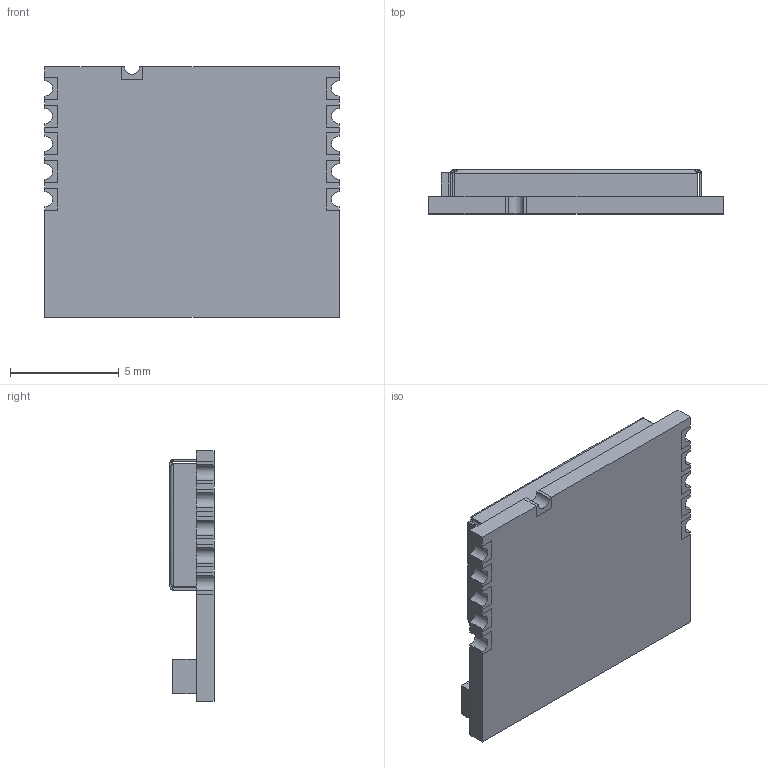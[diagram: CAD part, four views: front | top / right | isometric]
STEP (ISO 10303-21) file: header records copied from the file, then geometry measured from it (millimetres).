
FILE_DESCRIPTION (( 'STEP AP214' ), '1' );
FILE_NAME ('SPBTLE-RF.STEP', '2018-10-18T09:24:55', ( '' ), ( '' ), 'SwSTEP 2.0', 'SolidWorks 2017', '' );
FILE_SCHEMA (( 'AUTOMOTIVE_DESIGN' ));
Length unit declared in the file: millimetre
Products named in the file (1): SPBTLE-RF
Bounding box: 13.5 x 2.02 x 11.5 mm (x, y, z)
Volume: 139.9 mm3; surface area: 632.3 mm2
Topology: 17 solids, 17 shells, 274 faces, 682 edges, 444 vertices
Faces by surface type: plane 231, cylinder 27, bspline 16
Entity records: 9352 total; most frequent: CARTESIAN_POINT 1809, ORIENTED_EDGE 1364, DIRECTION 1166, EDGE_CURVE 682, LINE 572, VECTOR 572, VERTEX_POINT 444, AXIS2_PLACEMENT_3D 297
